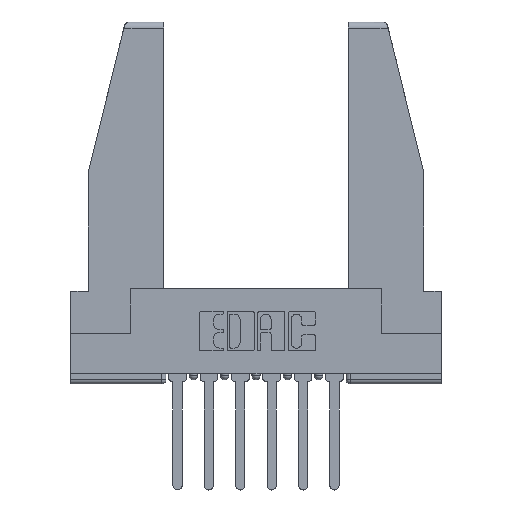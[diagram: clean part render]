
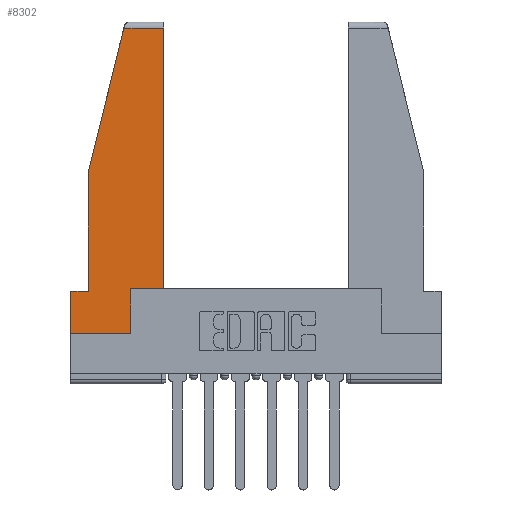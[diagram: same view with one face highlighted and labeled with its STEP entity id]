
A CAD part, top view. The second image highlights one B-rep face of the part: STEP entity #8302.
In plain terms, the highlighted planar face has unit normal (0, 0, 1).
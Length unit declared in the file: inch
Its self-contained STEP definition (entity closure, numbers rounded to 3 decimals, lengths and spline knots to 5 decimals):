
#17 = CARTESIAN_POINT ( 'NONE',  ( 0., 0., 0. ) ) ;
#247 = LINE ( 'NONE', #2379, #1731 ) ;
#385 = VECTOR ( 'NONE', #11469, 39.37008 ) ;
#403 = VERTEX_POINT ( 'NONE', #5285 ) ;
#542 = DIRECTION ( 'NONE',  ( 0., 0., 1. ) ) ;
#796 = FACE_OUTER_BOUND ( 'NONE', #831, .T. ) ;
#831 = EDGE_LOOP ( 'NONE', ( #10361, #8902, #4210, #1846, #10601, #9447, #1366, #2583, #4753 ) ) ;
#1095 = VERTEX_POINT ( 'NONE', #9731 ) ;
#1263 = LINE ( 'NONE', #2056, #385 ) ;
#1366 = ORIENTED_EDGE ( 'NONE', *, *, #7873, .T. ) ;
#1731 = VECTOR ( 'NONE', #10520, 39.37008 ) ;
#1846 = ORIENTED_EDGE ( 'NONE', *, *, #5075, .T. ) ;
#1940 = VECTOR ( 'NONE', #7084, 39.37008 ) ;
#2056 = CARTESIAN_POINT ( 'NONE',  ( 0.271, 1.55, 0. ) ) ;
#2171 = LINE ( 'NONE', #4756, #11398 ) ;
#2173 = LINE ( 'NONE', #3210, #8341 ) ;
#2379 = CARTESIAN_POINT ( 'NONE',  ( 0., 1.52, 0. ) ) ;
#2391 = EDGE_CURVE ( 'NONE', #10989, #5352, #2171, .T. ) ;
#2480 = DIRECTION ( 'NONE',  ( 0., 1., 0. ) ) ;
#2583 = ORIENTED_EDGE ( 'NONE', *, *, #4600, .T. ) ;
#2650 = LINE ( 'NONE', #9868, #1940 ) ;
#2778 = CARTESIAN_POINT ( 'NONE',  ( 0.2636, 1.52, 0. ) ) ;
#3004 = VERTEX_POINT ( 'NONE', #7280 ) ;
#3029 = DIRECTION ( 'NONE',  ( 0., -1., 0. ) ) ;
#3032 = VECTOR ( 'NONE', #9052, 39.37008 ) ;
#3210 = CARTESIAN_POINT ( 'NONE',  ( 0., 0.21, 0. ) ) ;
#3297 = CARTESIAN_POINT ( 'NONE',  ( 0.461, 0.223, 0. ) ) ;
#3349 = DIRECTION ( 'NONE',  ( 1., 0., 0. ) ) ;
#3518 = DIRECTION ( 'NONE',  ( 1., 0., 0. ) ) ;
#3577 = DIRECTION ( 'NONE',  ( 0., -1., 0. ) ) ;
#4152 = VERTEX_POINT ( 'NONE', #2778 ) ;
#4210 = ORIENTED_EDGE ( 'NONE', *, *, #8610, .T. ) ;
#4600 = EDGE_CURVE ( 'NONE', #3004, #403, #5350, .T. ) ;
#4751 = VECTOR ( 'NONE', #3577, 39.37008 ) ;
#4753 = ORIENTED_EDGE ( 'NONE', *, *, #9965, .T. ) ;
#4756 = CARTESIAN_POINT ( 'NONE',  ( 0., 0.21, 0. ) ) ;
#4798 = VECTOR ( 'NONE', #3518, 39.37008 ) ;
#5075 = EDGE_CURVE ( 'NONE', #10959, #1095, #5283, .T. ) ;
#5283 = LINE ( 'NONE', #11899, #4751 ) ;
#5285 = CARTESIAN_POINT ( 'NONE',  ( 0.297, 0.223, 0. ) ) ;
#5350 = LINE ( 'NONE', #12022, #3032 ) ;
#5352 = VERTEX_POINT ( 'NONE', #17 ) ;
#5695 = CARTESIAN_POINT ( 'NONE',  ( 0.086, 0.8, 0. ) ) ;
#5750 = CARTESIAN_POINT ( 'NONE',  ( 0., 0.21, 0. ) ) ;
#6150 = VERTEX_POINT ( 'NONE', #9825 ) ;
#6366 = LINE ( 'NONE', #10062, #4798 ) ;
#7084 = DIRECTION ( 'NONE',  ( 1., 0., 0. ) ) ;
#7138 = CARTESIAN_POINT ( 'NONE',  ( 0.461, 0.223, 0. ) ) ;
#7280 = CARTESIAN_POINT ( 'NONE',  ( 0.297, 0., 0. ) ) ;
#7329 = VERTEX_POINT ( 'NONE', #3297 ) ;
#7873 = EDGE_CURVE ( 'NONE', #5352, #3004, #6366, .T. ) ;
#8137 = VECTOR ( 'NONE', #2480, 39.37008 ) ;
#8176 = EDGE_CURVE ( 'NONE', #6150, #4152, #247, .T. ) ;
#8302 = ADVANCED_FACE ( 'NONE', ( #796 ), #11771, .T. ) ;
#8341 = VECTOR ( 'NONE', #10551, 39.37008 ) ;
#8610 = EDGE_CURVE ( 'NONE', #4152, #10959, #1263, .T. ) ;
#8669 = EDGE_CURVE ( 'NONE', #1095, #10989, #2173, .T. ) ;
#8772 = EDGE_CURVE ( 'NONE', #7329, #6150, #10675, .T. ) ;
#8902 = ORIENTED_EDGE ( 'NONE', *, *, #8176, .T. ) ;
#9052 = DIRECTION ( 'NONE',  ( 0., 1., 0. ) ) ;
#9447 = ORIENTED_EDGE ( 'NONE', *, *, #2391, .T. ) ;
#9731 = CARTESIAN_POINT ( 'NONE',  ( 0.086, 0.21, 0. ) ) ;
#9825 = CARTESIAN_POINT ( 'NONE',  ( 0.461, 1.52, 0. ) ) ;
#9868 = CARTESIAN_POINT ( 'NONE',  ( 0.297, 0.223, 0. ) ) ;
#9965 = EDGE_CURVE ( 'NONE', #403, #7329, #2650, .T. ) ;
#10062 = CARTESIAN_POINT ( 'NONE',  ( 0., 0., 0. ) ) ;
#10281 = AXIS2_PLACEMENT_3D ( 'NONE', #10815, #542, #3349 ) ;
#10361 = ORIENTED_EDGE ( 'NONE', *, *, #8772, .T. ) ;
#10520 = DIRECTION ( 'NONE',  ( -1., 0., 0. ) ) ;
#10551 = DIRECTION ( 'NONE',  ( -1., 0., 0. ) ) ;
#10601 = ORIENTED_EDGE ( 'NONE', *, *, #8669, .T. ) ;
#10675 = LINE ( 'NONE', #7138, #8137 ) ;
#10815 = CARTESIAN_POINT ( 'NONE',  ( 0., 0., 0. ) ) ;
#10959 = VERTEX_POINT ( 'NONE', #5695 ) ;
#10989 = VERTEX_POINT ( 'NONE', #5750 ) ;
#11398 = VECTOR ( 'NONE', #3029, 39.37008 ) ;
#11469 = DIRECTION ( 'NONE',  ( -0.239, -0.971, 0. ) ) ;
#11771 = PLANE ( 'NONE',  #10281 ) ;
#11899 = CARTESIAN_POINT ( 'NONE',  ( 0.086, 0.8, 0. ) ) ;
#12022 = CARTESIAN_POINT ( 'NONE',  ( 0.297, 0., 0. ) ) ;
